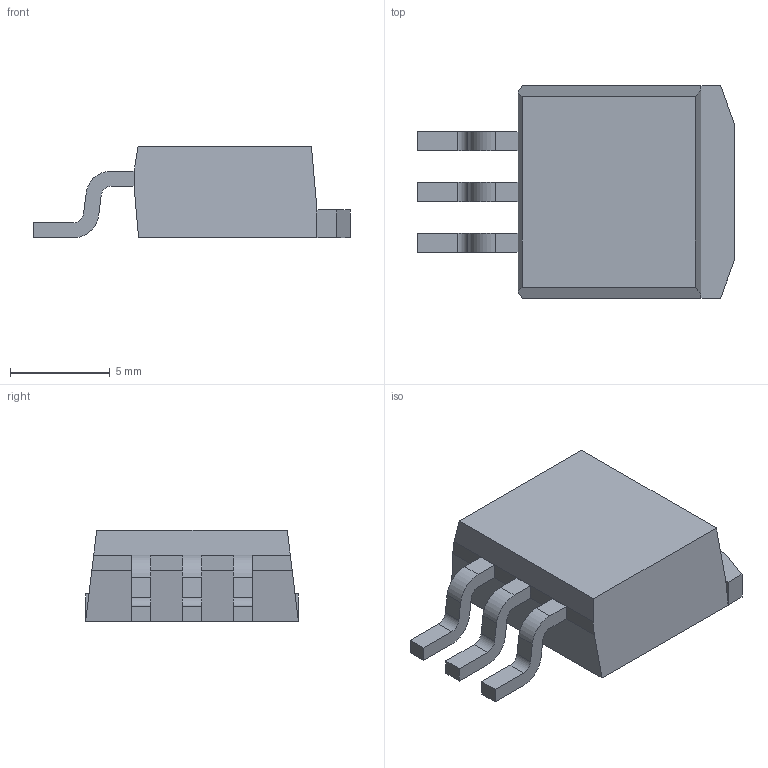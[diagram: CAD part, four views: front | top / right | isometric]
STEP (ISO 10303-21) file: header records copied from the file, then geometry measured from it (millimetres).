
FILE_DESCRIPTION((''),'2;1');
FILE_NAME('TO254P1524X460-4N-S769X1066.stp','2011-08-22T11:51:20',(''),(''),'Mechanical Desktop 2011','Mechanical Desktop 2011',', , ');
FILE_SCHEMA(('AUTOMOTIVE_DESIGN { 1 2 10303 214 1 1 1 1 }'));
Length unit declared in the file: millimetre
Products named in the file (1): Product
Bounding box: 15.87 x 10.67 x 4.59 mm (x, y, z)
Volume: 454.7 mm3; surface area: 642.5 mm2
Topology: 6 solids, 6 shells, 70 faces, 172 edges, 114 vertices
Faces by surface type: plane 58, cylinder 12
Entity records: 2091 total; most frequent: CARTESIAN_POINT 357, ORIENTED_EDGE 344, DIRECTION 338, EDGE_CURVE 172, VECTOR 148, LINE 148, VERTEX_POINT 114, AXIS2_PLACEMENT_3D 95
